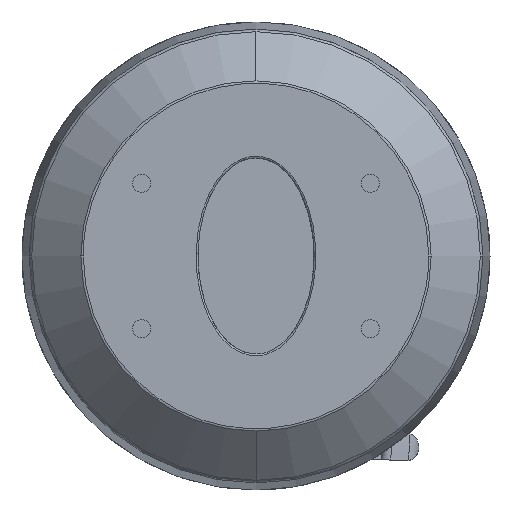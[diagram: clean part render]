
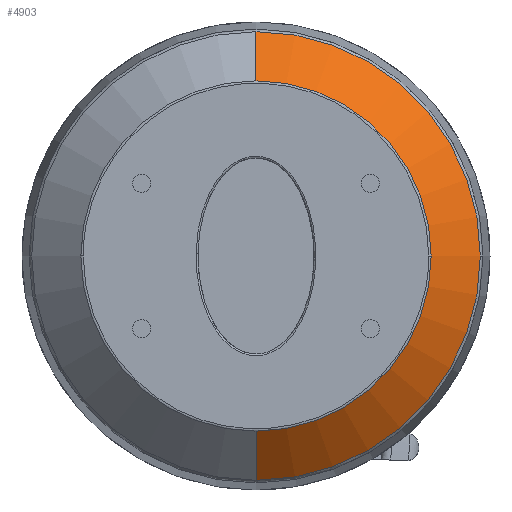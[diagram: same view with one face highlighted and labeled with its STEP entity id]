
A CAD part, front view. The second image highlights one B-rep face of the part: STEP entity #4903.
In plain terms, the highlighted conical face has half-angle 48.122 degrees and reference radius 61.835 mm.
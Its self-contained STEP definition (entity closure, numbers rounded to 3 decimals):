
#1713 = VECTOR ( 'NONE', #3201, 1000. ) ;
#1958 = VECTOR ( 'NONE', #2826, 1000. ) ;
#1981 = CARTESIAN_POINT ( 'NONE',  ( 0., -24.096, 0. ) ) ;
#2047 = CIRCLE ( 'NONE', #7798, 61.835 ) ;
#2139 = CARTESIAN_POINT ( 'NONE',  ( 0., -24.096, 0. ) ) ;
#2484 = LINE ( 'NONE', #4040, #1713 ) ;
#2535 = CARTESIAN_POINT ( 'NONE',  ( 0., -24.096, 61.835 ) ) ;
#2540 = CARTESIAN_POINT ( 'NONE',  ( 48.285, -36.245, 0. ) ) ;
#2794 = DIRECTION ( 'NONE',  ( -1., 0., 0. ) ) ;
#2809 = CARTESIAN_POINT ( 'NONE',  ( 0., -24.096, 0. ) ) ;
#2826 = DIRECTION ( 'NONE',  ( 0., 0.668, 0.745 ) ) ;
#2894 = EDGE_CURVE ( 'NONE', #8020, #4396, #5441, .T. ) ;
#2941 = AXIS2_PLACEMENT_3D ( 'NONE', #8996, #4112, #9827 ) ;
#2967 = VERTEX_POINT ( 'NONE', #6564 ) ;
#3201 = DIRECTION ( 'NONE',  ( 0., 0.668, -0.745 ) ) ;
#3458 = CIRCLE ( 'NONE', #3940, 48.285 ) ;
#3613 = DIRECTION ( 'NONE',  ( -1., 0., 0. ) ) ;
#3775 = EDGE_CURVE ( 'NONE', #10167, #6745, #4122, .T. ) ;
#3940 = AXIS2_PLACEMENT_3D ( 'NONE', #9296, #4414, #10122 ) ;
#4040 = CARTESIAN_POINT ( 'NONE',  ( 0., -24.096, -61.835 ) ) ;
#4112 = DIRECTION ( 'NONE',  ( 0., -1., 0. ) ) ;
#4122 = LINE ( 'NONE', #6121, #1958 ) ;
#4335 = EDGE_CURVE ( 'NONE', #9964, #10167, #3458, .T. ) ;
#4374 = CONICAL_SURFACE ( 'NONE', #5209, 61.835, 0.84 ) ;
#4396 = VERTEX_POINT ( 'NONE', #4450 ) ;
#4414 = DIRECTION ( 'NONE',  ( 0., -1., 0. ) ) ;
#4450 = CARTESIAN_POINT ( 'NONE',  ( 61.835, -24.096, 0. ) ) ;
#4903 = ADVANCED_FACE ( 'NONE', ( #6846 ), #4374, .T. ) ;
#5209 = AXIS2_PLACEMENT_3D ( 'NONE', #2139, #7050, #10252 ) ;
#5227 = AXIS2_PLACEMENT_3D ( 'NONE', #2809, #8515, #3613 ) ;
#5398 = ORIENTED_EDGE ( 'NONE', *, *, #4335, .F. ) ;
#5441 = CIRCLE ( 'NONE', #5227, 61.835 ) ;
#5902 = EDGE_LOOP ( 'NONE', ( #7494, #10340, #6272, #6944, #6696, #5398 ) ) ;
#6121 = CARTESIAN_POINT ( 'NONE',  ( 0., -24.096, 61.835 ) ) ;
#6272 = ORIENTED_EDGE ( 'NONE', *, *, #2894, .T. ) ;
#6564 = CARTESIAN_POINT ( 'NONE',  ( 0., -36.245, -48.285 ) ) ;
#6696 = ORIENTED_EDGE ( 'NONE', *, *, #3775, .F. ) ;
#6745 = VERTEX_POINT ( 'NONE', #2535 ) ;
#6846 = FACE_OUTER_BOUND ( 'NONE', #5902, .T. ) ;
#6944 = ORIENTED_EDGE ( 'NONE', *, *, #10342, .T. ) ;
#7050 = DIRECTION ( 'NONE',  ( 0., 1., 0. ) ) ;
#7494 = ORIENTED_EDGE ( 'NONE', *, *, #7720, .F. ) ;
#7664 = EDGE_CURVE ( 'NONE', #2967, #8020, #2484, .T. ) ;
#7706 = DIRECTION ( 'NONE',  ( 0., -1., 0. ) ) ;
#7720 = EDGE_CURVE ( 'NONE', #2967, #9964, #10115, .T. ) ;
#7798 = AXIS2_PLACEMENT_3D ( 'NONE', #1981, #7706, #2794 ) ;
#8020 = VERTEX_POINT ( 'NONE', #10226 ) ;
#8515 = DIRECTION ( 'NONE',  ( 0., -1., 0. ) ) ;
#8996 = CARTESIAN_POINT ( 'NONE',  ( 0., -36.245, 0. ) ) ;
#9252 = CARTESIAN_POINT ( 'NONE',  ( 0., -36.245, 48.285 ) ) ;
#9296 = CARTESIAN_POINT ( 'NONE',  ( 0., -36.245, 0. ) ) ;
#9827 = DIRECTION ( 'NONE',  ( 1., 0., 0. ) ) ;
#9964 = VERTEX_POINT ( 'NONE', #2540 ) ;
#10115 = CIRCLE ( 'NONE', #2941, 48.285 ) ;
#10122 = DIRECTION ( 'NONE',  ( 1., 0., 0. ) ) ;
#10167 = VERTEX_POINT ( 'NONE', #9252 ) ;
#10226 = CARTESIAN_POINT ( 'NONE',  ( 0., -24.096, -61.835 ) ) ;
#10252 = DIRECTION ( 'NONE',  ( 0., 0., 1. ) ) ;
#10340 = ORIENTED_EDGE ( 'NONE', *, *, #7664, .T. ) ;
#10342 = EDGE_CURVE ( 'NONE', #4396, #6745, #2047, .T. ) ;
